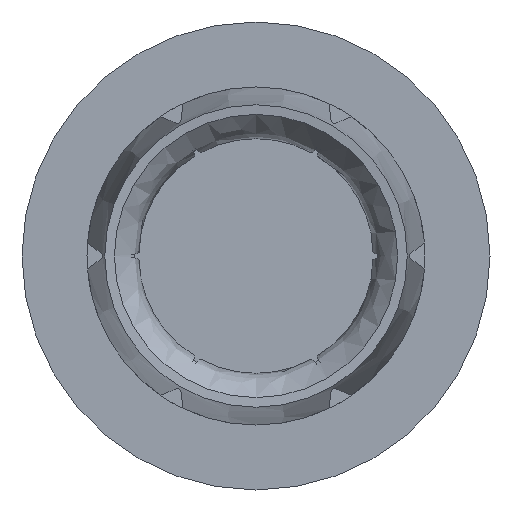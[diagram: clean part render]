
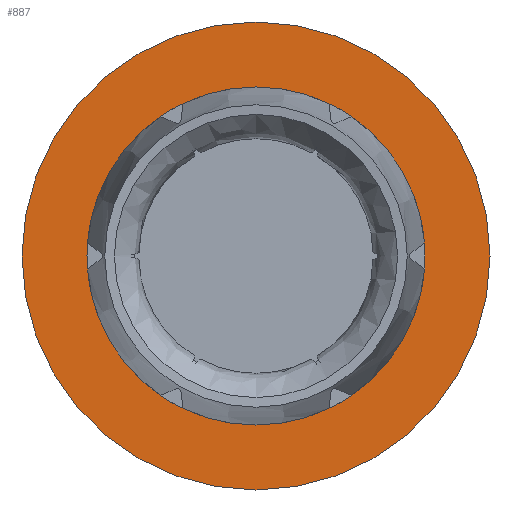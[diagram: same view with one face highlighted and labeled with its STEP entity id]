
A CAD part, left-side view. The second image highlights one B-rep face of the part: STEP entity #887.
In plain terms, the highlighted planar face has unit normal (-1, 0, 0).
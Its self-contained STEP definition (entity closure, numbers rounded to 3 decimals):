
#535=FACE_BOUND('',#1315,.T.);
#536=FACE_BOUND('',#1316,.T.);
#734=CIRCLE('',#3752,6.5);
#735=CIRCLE('',#3754,9.);
#887=ADVANCED_FACE('',(#535,#536),#1019,.T.);
#1019=PLANE('',#3755);
#1315=EDGE_LOOP('',(#2112));
#1316=EDGE_LOOP('',(#2113));
#2112=ORIENTED_EDGE('',*,*,#2967,.F.);
#2113=ORIENTED_EDGE('',*,*,#2968,.T.);
#2529=VERTEX_POINT('',#6040);
#2530=VERTEX_POINT('',#6043);
#2967=EDGE_CURVE('',#2529,#2529,#734,.T.);
#2968=EDGE_CURVE('',#2530,#2530,#735,.T.);
#3752=AXIS2_PLACEMENT_3D('',#6039,#4522,#4523);
#3754=AXIS2_PLACEMENT_3D('',#6042,#4526,#4527);
#3755=AXIS2_PLACEMENT_3D('',#6044,#4528,#4529);
#4522=DIRECTION('',(-1.,0.,0.));
#4523=DIRECTION('',(0.,-1.,0.));
#4526=DIRECTION('',(-1.,0.,0.));
#4527=DIRECTION('',(0.,-1.,0.));
#4528=DIRECTION('',(-1.,0.,0.));
#4529=DIRECTION('',(0.,1.,0.));
#6039=CARTESIAN_POINT('',(-11.35,0.,0.));
#6040=CARTESIAN_POINT('',(-11.35,-6.5,0.));
#6042=CARTESIAN_POINT('',(-11.35,0.,0.));
#6043=CARTESIAN_POINT('',(-11.35,-9.,0.));
#6044=CARTESIAN_POINT('',(-11.35,-9.9,9.9));
